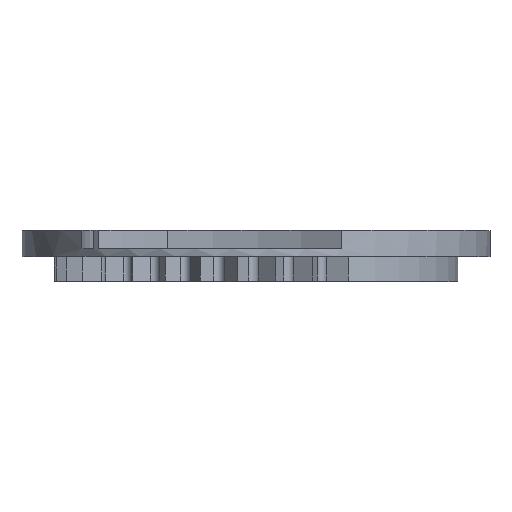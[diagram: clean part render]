
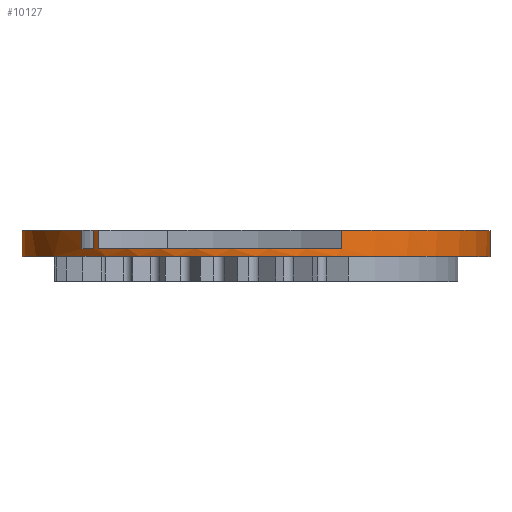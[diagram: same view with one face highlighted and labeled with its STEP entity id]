
A CAD part, top view. The second image highlights one B-rep face of the part: STEP entity #10127.
In plain terms, the highlighted cylindrical face has radius 0.85 mm (diameter 1.7 mm), a partial arc.
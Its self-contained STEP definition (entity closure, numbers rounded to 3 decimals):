
#4950=CARTESIAN_POINT('POINT321',(-0.632,-0.067,
   0.568));
#4951=VERTEX_POINT('VERTEX321',#4950);
#4960=CARTESIAN_POINT('POINT322',(-0.632,0.,
   0.568));
#4961=VERTEX_POINT('VERTEX322',#4960);
#4969=CARTESIAN_POINT('POS574',(-0.632,
   0.009,0.568));
#4970=DIRECTION('DIR987',(0.,-1.,0.));
#4971=VECTOR('VEC161',#4970,1.);
#4972=LINE('STRAIGHT161',#4969,#4971);
#4973=EDGE_CURVE('EDGE481',#4961,#4951,#4972,.T.);
#6326=CARTESIAN_POINT('POINT465',(-0.589,-0.067,
   0.613));
#6327=VERTEX_POINT('VERTEX465',#6326);
#6328=CARTESIAN_POINT('POS702',(0.,-0.067,0.));
#6329=DIRECTION('DIR1242',(0.,-1.,0.));
#6330=DIRECTION('DIR1243',(-1.,0.,0.));
#6331=AXIS2_PLACEMENT_3D('AXIS541',#6328,#6329,#6330);
#6332=CIRCLE('ELLIPSE401',#6331,0.85);
#6333=EDGE_CURVE('EDGE624',#4951,#6327,#6332,.F.);
#6353=CARTESIAN_POINT('POINT466',(-0.589,0.,
   0.613));
#6354=VERTEX_POINT('VERTEX466',#6353);
#6364=CARTESIAN_POINT('POS706',(-0.589,
   0.009,0.613));
#6365=DIRECTION('DIR1250',(0.,-1.,0.));
#6366=VECTOR('VEC162',#6365,1.);
#6367=LINE('STRAIGHT162',#6364,#6366);
#6368=EDGE_CURVE('EDGE627',#6327,#6354,#6367,.F.);
#6388=CARTESIAN_POINT('POINT469',(-0.572,0.,
   0.629));
#6389=VERTEX_POINT('VERTEX469',#6388);
#6397=CARTESIAN_POINT('POINT470',(-0.572,-0.067,
   0.629));
#6398=VERTEX_POINT('VERTEX470',#6397);
#6399=CARTESIAN_POINT('POS710',(-0.572,
   0.009,0.629));
#6400=DIRECTION('DIR1256',(0.,-1.,0.));
#6401=VECTOR('VEC164',#6400,1.);
#6402=LINE('STRAIGHT164',#6399,#6401);
#6403=EDGE_CURVE('EDGE630',#6389,#6398,#6402,.T.);
#6421=CARTESIAN_POINT('POINT471',(0.31,-0.067,
   0.792));
#6422=VERTEX_POINT('VERTEX471',#6421);
#6425=CARTESIAN_POINT('POINT472',(0.31,0.,
   0.792));
#6426=VERTEX_POINT('VERTEX472',#6425);
#6427=CARTESIAN_POINT('POS713',(0.31,
   0.009,0.792));
#6428=DIRECTION('DIR1261',(0.,1.,0.));
#6429=VECTOR('VEC165',#6428,1.);
#6430=LINE('STRAIGHT165',#6427,#6429);
#6431=EDGE_CURVE('EDGE633',#6422,#6426,#6430,.T.);
#6458=CARTESIAN_POINT('POS714',(0.,0.,0.));
#6459=DIRECTION('DIR1262',(0.,-1.,0.));
#6460=DIRECTION('DIR1263',(-1.,0.,0.));
#6461=AXIS2_PLACEMENT_3D('AXIS549',#6458,#6459,#6460);
#6462=CIRCLE('ELLIPSE406',#6461,0.85);
#6463=EDGE_CURVE('EDGE635',#6354,#6389,#6462,.F.);
#6467=CARTESIAN_POINT('POINT473',(0.85,0.,
   0.));
#6468=VERTEX_POINT('VERTEX473',#6467);
#6469=CARTESIAN_POINT('POS715',(0.,0.,0.));
#6470=DIRECTION('DIR1264',(0.,-1.,0.));
#6471=DIRECTION('DIR1265',(-1.,0.,0.));
#6472=AXIS2_PLACEMENT_3D('AXIS550',#6469,#6470,#6471);
#6473=CIRCLE('ELLIPSE407',#6472,0.85);
#6474=EDGE_CURVE('EDGE636',#6468,#6426,#6473,.T.);
#6476=CARTESIAN_POINT('POINT474',(-0.85,0.,
   0.));
#6477=VERTEX_POINT('VERTEX474',#6476);
#6480=EDGE_CURVE('EDGE638',#4961,#6477,#6473,.T.);
#6653=CARTESIAN_POINT('POS718',(0.,-0.067,0.));
#6654=DIRECTION('DIR1270',(0.,-1.,0.));
#6655=DIRECTION('DIR1271',(-1.,0.,0.));
#6656=AXIS2_PLACEMENT_3D('AXIS553',#6653,#6654,#6655);
#6657=CIRCLE('ELLIPSE409',#6656,0.85);
#6658=EDGE_CURVE('EDGE641',#6398,#6422,#6657,.F.);
#10088=CARTESIAN_POINT('POINT629',(-0.85,-0.095,
   0.));
#10089=VERTEX_POINT('VERTEX629',#10088);
#10090=CARTESIAN_POINT('POS1111',(-0.85,0.009,
   0.));
#10091=DIRECTION('DIR1909',(0.,-1.,0.));
#10092=VECTOR('VEC313',#10091,1.);
#10093=LINE('STRAIGHT313',#10090,#10092);
#10094=EDGE_CURVE('EDGE937',#6477,#10089,#10093,.T.);
#10095=ORIENTED_EDGE('COEDGE1709',*,*,#10094,.T.);
#10096=CARTESIAN_POINT('POINT630',(0.85,-0.095,
   0.));
#10097=VERTEX_POINT('VERTEX630',#10096);
#10098=CARTESIAN_POINT('POS1112',(0.,-0.095,0.));
#10099=DIRECTION('DIR1910',(0.,-1.,0.));
#10100=DIRECTION('DIR1911',(-1.,0.,0.));
#10101=AXIS2_PLACEMENT_3D('AXIS799',#10098,#10099,#10100);
#10102=CIRCLE('ELLIPSE540',#10101,0.85);
#10103=EDGE_CURVE('EDGE938',#10089,#10097,#10102,.F.);
#10104=ORIENTED_EDGE('COEDGE1710',*,*,#10103,.T.);
#10105=CARTESIAN_POINT('POS1113',(0.85,0.009,
   0.));
#10106=DIRECTION('DIR1912',(0.,1.,0.));
#10107=VECTOR('VEC314',#10106,1.);
#10108=LINE('STRAIGHT314',#10105,#10107);
#10109=EDGE_CURVE('EDGE939',#10097,#6468,#10108,.T.);
#10110=ORIENTED_EDGE('COEDGE1711',*,*,#10109,.T.);
#10111=ORIENTED_EDGE('COEDGE1712',*,*,#6474,.T.);
#10112=ORIENTED_EDGE('COEDGE1713',*,*,#6431,.F.);
#10113=ORIENTED_EDGE('COEDGE1714',*,*,#6658,.F.);
#10114=ORIENTED_EDGE('COEDGE1715',*,*,#6403,.F.);
#10115=ORIENTED_EDGE('COEDGE1716',*,*,#6463,.F.);
#10116=ORIENTED_EDGE('COEDGE1717',*,*,#6368,.F.);
#10117=ORIENTED_EDGE('COEDGE1718',*,*,#6333,.F.);
#10118=ORIENTED_EDGE('COEDGE1719',*,*,#4973,.F.);
#10119=ORIENTED_EDGE('COEDGE1720',*,*,#6480,.T.);
#10120=EDGE_LOOP('NONE',(#10095,#10104,#10110,#10111,#10112,#10113,
   #10114,#10115,#10116,#10117,#10118,#10119));
#10121=FACE_BOUND('LOOP1',#10120,.T.);
#10122=CARTESIAN_POINT('POS1114',(0.,0.009,
   0.));
#10123=DIRECTION('DIR1913',(0.,-1.,0.));
#10124=DIRECTION('DIR1914',(-1.,0.,0.));
#10125=AXIS2_PLACEMENT_3D('AXIS800',#10122,#10123,#10124);
#10126=CYLINDRICAL_SURFACE('CONE_SURF254',#10125,0.85);
#10127=ADVANCED_FACE('FACE314',(#10121),#10126,.T.);
